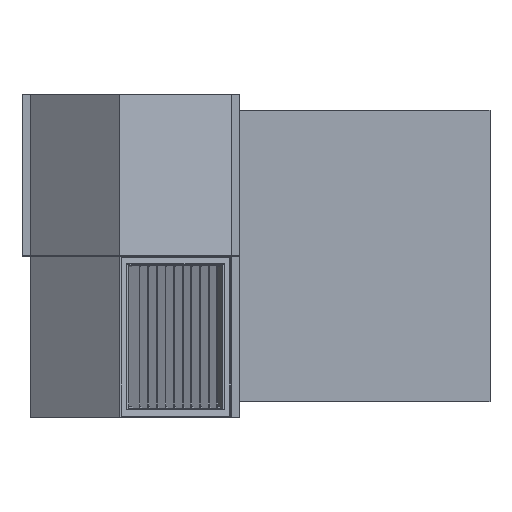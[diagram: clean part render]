
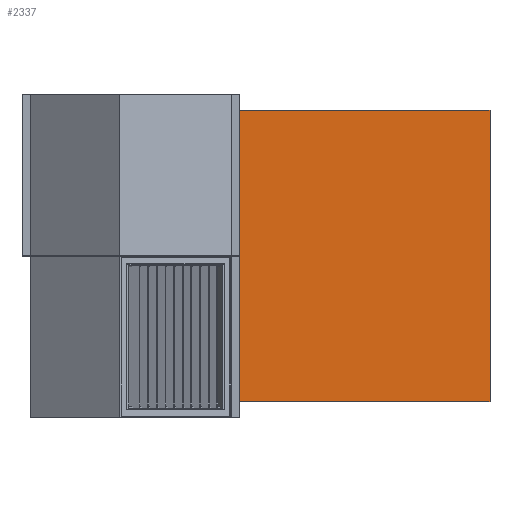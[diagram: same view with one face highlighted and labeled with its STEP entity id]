
A CAD part, left-side view. The second image highlights one B-rep face of the part: STEP entity #2337.
In plain terms, the highlighted face is planar.
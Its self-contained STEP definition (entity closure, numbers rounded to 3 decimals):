
#163 = DIRECTION ( 'NONE',  ( -1., 0., 0. ) ) ;
#165 = AXIS2_PLACEMENT_3D ( 'NONE', #1557, #2872, #163 ) ;
#205 = CARTESIAN_POINT ( 'NONE',  ( 450., 775., 200. ) ) ;
#247 = ORIENTED_EDGE ( 'NONE', *, *, #1987, .T. ) ;
#472 = VECTOR ( 'NONE', #2783, 1000. ) ;
#1201 = VECTOR ( 'NONE', #4815, 1000. ) ;
#1476 = LINE ( 'NONE', #2974, #3759 ) ;
#1514 = VERTEX_POINT ( 'NONE', #4765 ) ;
#1557 = CARTESIAN_POINT ( 'NONE',  ( 450., 800., 200. ) ) ;
#1911 = EDGE_CURVE ( 'NONE', #1514, #4576, #5010, .T. ) ;
#1987 = EDGE_CURVE ( 'NONE', #4576, #5278, #3978, .T. ) ;
#2089 = EDGE_CURVE ( 'NONE', #1514, #4316, #1476, .T. ) ;
#2157 = EDGE_CURVE ( 'NONE', #4316, #5278, #2349, .T. ) ;
#2284 = CARTESIAN_POINT ( 'NONE',  ( -450., 800., 200. ) ) ;
#2337 = ADVANCED_FACE ( 'NONE', ( #3238 ), #3694, .F. ) ;
#2349 = LINE ( 'NONE', #5221, #1201 ) ;
#2370 = ORIENTED_EDGE ( 'NONE', *, *, #1911, .T. ) ;
#2609 = CARTESIAN_POINT ( 'NONE',  ( 450., 0., 200. ) ) ;
#2674 = DIRECTION ( 'NONE',  ( 1., 0., 0. ) ) ;
#2702 = ORIENTED_EDGE ( 'NONE', *, *, #2157, .F. ) ;
#2783 = DIRECTION ( 'NONE',  ( 1., 0., 0. ) ) ;
#2872 = DIRECTION ( 'NONE',  ( 0., 0., -1. ) ) ;
#2974 = CARTESIAN_POINT ( 'NONE',  ( -450., 775., 200. ) ) ;
#3037 = EDGE_LOOP ( 'NONE', ( #4510, #2370, #247, #2702 ) ) ;
#3213 = CARTESIAN_POINT ( 'NONE',  ( 450., 0., 200. ) ) ;
#3238 = FACE_OUTER_BOUND ( 'NONE', #3037, .T. ) ;
#3694 = PLANE ( 'NONE',  #165 ) ;
#3759 = VECTOR ( 'NONE', #2674, 1000. ) ;
#3978 = LINE ( 'NONE', #3213, #472 ) ;
#4316 = VERTEX_POINT ( 'NONE', #205 ) ;
#4349 = CARTESIAN_POINT ( 'NONE',  ( -450., 0., 200. ) ) ;
#4431 = DIRECTION ( 'NONE',  ( 0., -1., 0. ) ) ;
#4510 = ORIENTED_EDGE ( 'NONE', *, *, #2089, .F. ) ;
#4576 = VERTEX_POINT ( 'NONE', #4349 ) ;
#4765 = CARTESIAN_POINT ( 'NONE',  ( -450., 775., 200. ) ) ;
#4815 = DIRECTION ( 'NONE',  ( 0., -1., 0. ) ) ;
#4868 = VECTOR ( 'NONE', #4431, 1000. ) ;
#5010 = LINE ( 'NONE', #2284, #4868 ) ;
#5221 = CARTESIAN_POINT ( 'NONE',  ( 450., 800., 200. ) ) ;
#5278 = VERTEX_POINT ( 'NONE', #2609 ) ;
